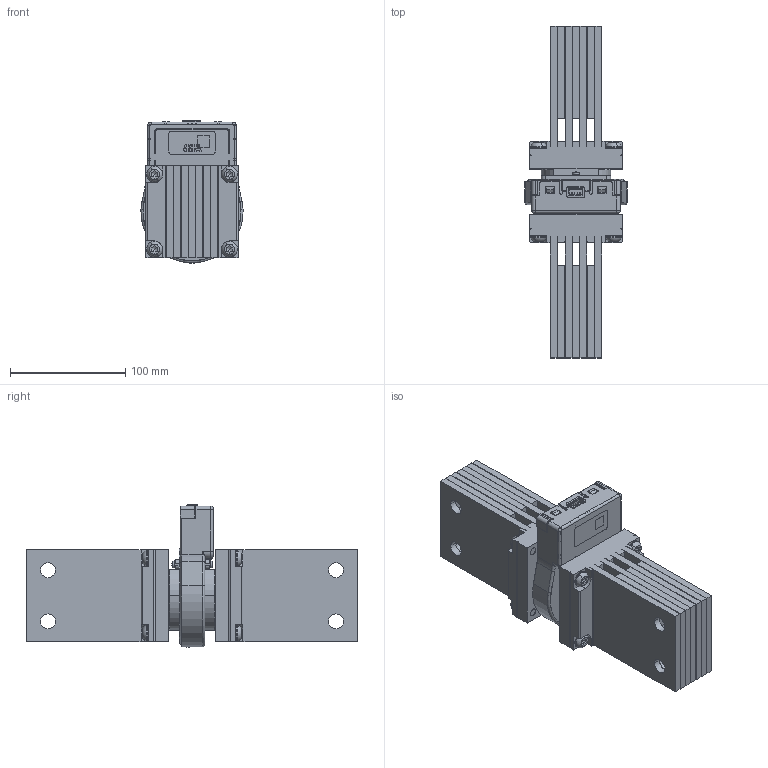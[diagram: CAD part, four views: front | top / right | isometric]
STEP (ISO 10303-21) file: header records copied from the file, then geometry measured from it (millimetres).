
FILE_DESCRIPTION(('CATIA V5 STEP Exchange'),'2;1');
FILE_NAME('1SDH001252R0370_APPL. NEUTRO ESTERNO 4000 UL.stp','2015-09-04T07:44:17+00:00',('none'),('none'),'CATIA Version 5 Release 20 SP 6 (IN-10)','CATIA V5 STEP AP203','none');
FILE_SCHEMA(('CONFIG_CONTROL_DESIGN'));
Products named in the file (1): RE3724807_1EP_000_00_APPL. NEUTRO ESTERNO 4000 UL_AllCATPart
Bounding box: 88.73 x 288 x 123.39 mm (x, y, z)
Volume: 1046328.4 mm3; surface area: 374126 mm2
Topology: 8 solids, 119 shells, 2364 faces, 6249 edges, 4006 vertices
Faces by surface type: plane 1016, cylinder 890, torus 242, sphere 107, bspline 57, cone 50, revolution 2
Entity records: 74179 total; most frequent: CARTESIAN_POINT 21079, ORIENTED_EDGE 11742, DIRECTION 8614, EDGE_CURVE 6129, VERTEX_POINT 4006, AXIS2_PLACEMENT_3D 3812, VECTOR 2983, LINE 2983
